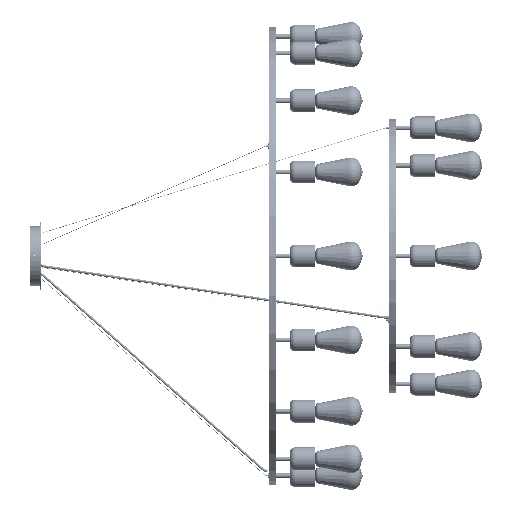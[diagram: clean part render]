
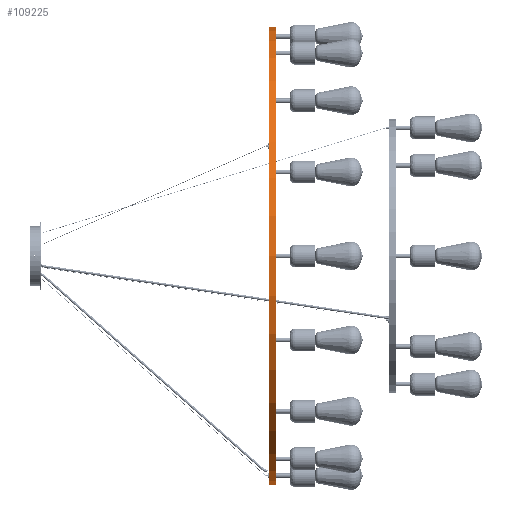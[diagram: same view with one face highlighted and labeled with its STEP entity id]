
A CAD part, left-side view. The second image highlights one B-rep face of the part: STEP entity #109225.
In plain terms, the highlighted cylindrical face has radius 500 mm (diameter 1000 mm), a partial arc.
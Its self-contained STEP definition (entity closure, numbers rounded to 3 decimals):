
#1559 = AXIS2_PLACEMENT_3D ( 'NONE', #79348, #210511, #178257 ) ;
#3356 = LINE ( 'NONE', #69946, #190882 ) ;
#3614 = EDGE_LOOP ( 'NONE', ( #191086, #123948, #82897, #99316 ) ) ;
#15994 = CIRCLE ( 'NONE', #125798, 500. ) ;
#29049 = DIRECTION ( 'NONE',  ( 0., 0., -1. ) ) ;
#31446 = CARTESIAN_POINT ( 'NONE',  ( 0., 15., -500. ) ) ;
#31653 = DIRECTION ( 'NONE',  ( 0., 1., 0. ) ) ;
#40648 = CARTESIAN_POINT ( 'NONE',  ( 0., 0., 0. ) ) ;
#49703 = CARTESIAN_POINT ( 'NONE',  ( 0., 0., -500. ) ) ;
#50801 = VERTEX_POINT ( 'NONE', #49703 ) ;
#60755 = VERTEX_POINT ( 'NONE', #205861 ) ;
#66841 = DIRECTION ( 'NONE',  ( 0., -1., 0. ) ) ;
#68882 = DIRECTION ( 'NONE',  ( 0., -1., 0. ) ) ;
#69946 = CARTESIAN_POINT ( 'NONE',  ( 0., 15., 500. ) ) ;
#76340 = CARTESIAN_POINT ( 'NONE',  ( 0., 15., 0. ) ) ;
#78571 = CARTESIAN_POINT ( 'NONE',  ( 0., 15., -500. ) ) ;
#79348 = CARTESIAN_POINT ( 'NONE',  ( 0., 15., 0. ) ) ;
#82897 = ORIENTED_EDGE ( 'NONE', *, *, #143077, .T. ) ;
#83916 = CIRCLE ( 'NONE', #1559, 500. ) ;
#92482 = DIRECTION ( 'NONE',  ( 0., -1., 0. ) ) ;
#94522 = VECTOR ( 'NONE', #66841, 1000. ) ;
#96726 = FACE_OUTER_BOUND ( 'NONE', #3614, .T. ) ;
#98349 = EDGE_CURVE ( 'NONE', #203227, #60755, #83916, .T. ) ;
#99316 = ORIENTED_EDGE ( 'NONE', *, *, #106522, .T. ) ;
#105419 = EDGE_CURVE ( 'NONE', #60755, #131711, #3356, .T. ) ;
#106522 = EDGE_CURVE ( 'NONE', #50801, #131711, #15994, .T. ) ;
#109225 = ADVANCED_FACE ( 'NONE', ( #96726 ), #161257, .T. ) ;
#123948 = ORIENTED_EDGE ( 'NONE', *, *, #98349, .F. ) ;
#125798 = AXIS2_PLACEMENT_3D ( 'NONE', #40648, #31653, #157743 ) ;
#131711 = VERTEX_POINT ( 'NONE', #207254 ) ;
#143077 = EDGE_CURVE ( 'NONE', #203227, #50801, #170550, .T. ) ;
#157743 = DIRECTION ( 'NONE',  ( 0., 0., 1. ) ) ;
#161257 = CYLINDRICAL_SURFACE ( 'NONE', #172536, 500. ) ;
#170550 = LINE ( 'NONE', #31446, #94522 ) ;
#172536 = AXIS2_PLACEMENT_3D ( 'NONE', #76340, #92482, #29049 ) ;
#178257 = DIRECTION ( 'NONE',  ( 0., 0., 1. ) ) ;
#190882 = VECTOR ( 'NONE', #68882, 1000. ) ;
#191086 = ORIENTED_EDGE ( 'NONE', *, *, #105419, .F. ) ;
#203227 = VERTEX_POINT ( 'NONE', #78571 ) ;
#205861 = CARTESIAN_POINT ( 'NONE',  ( 0., 15., 500. ) ) ;
#207254 = CARTESIAN_POINT ( 'NONE',  ( 0., 0., 500. ) ) ;
#210511 = DIRECTION ( 'NONE',  ( 0., 1., 0. ) ) ;
